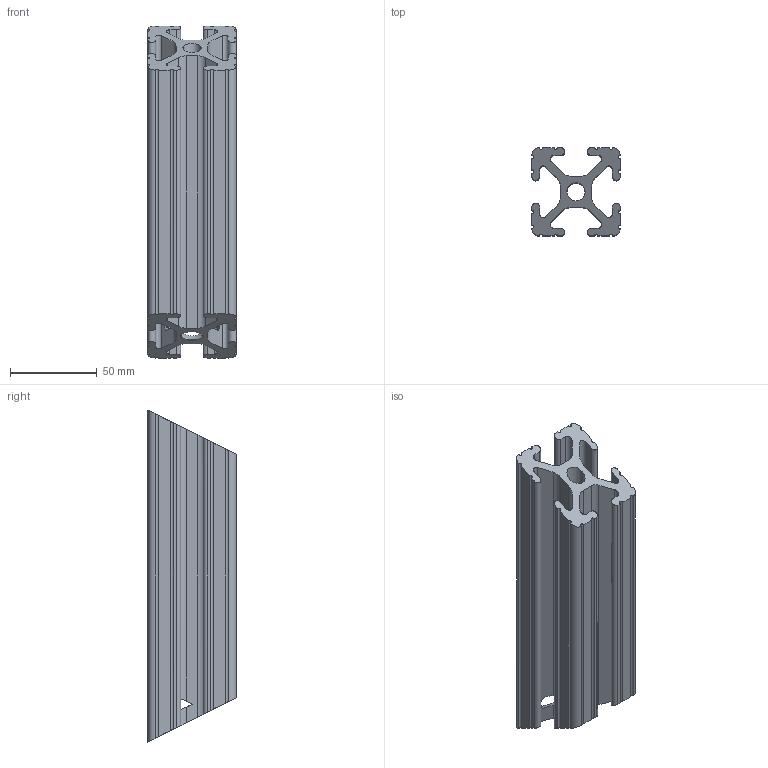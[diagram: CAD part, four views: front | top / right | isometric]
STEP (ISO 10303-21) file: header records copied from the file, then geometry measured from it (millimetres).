
FILE_DESCRIPTION(/* description */ (''),/* implementation_level */ '2;1');
FILE_NAME(/* name */ '1 x 1 x 12 Diagonal Brace_half v2.step',/* time_stamp */ '2023-03-01T11:05:54-05:00',/* author */ (''),/* organization */ (''),/* preprocessor_version */ 'ST-DEVELOPER v19.2',/* originating_system */ 'Autodesk Translation Framework v11.17.0.187',/* authorisation */ '');
FILE_SCHEMA (('AUTOMOTIVE_DESIGN { 1 0 10303 214 3 1 1 }'));
Length unit declared in the file: inch
Products named in the file (1): 1 x 1 x 12 Diagonal Brace_half
Bounding box: 50.8 x 50.8 x 191.21 mm (x, y, z)
Volume: 182977.3 mm3; surface area: 75708.8 mm2
Topology: 1 solids, 1 shells, 114 faces, 354 edges, 236 vertices
Faces by surface type: cylinder 57, plane 55, bspline 2
Full cylindrical faces by diameter (mm): 10.414 x1
Entity records: 4350 total; most frequent: CARTESIAN_POINT 1078, ORIENTED_EDGE 708, DIRECTION 680, EDGE_CURVE 354, AXIS2_PLACEMENT_3D 237, VERTEX_POINT 236, LINE 206, VECTOR 206
